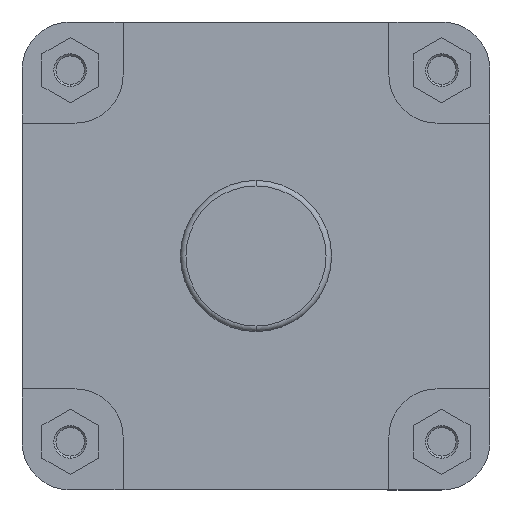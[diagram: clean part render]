
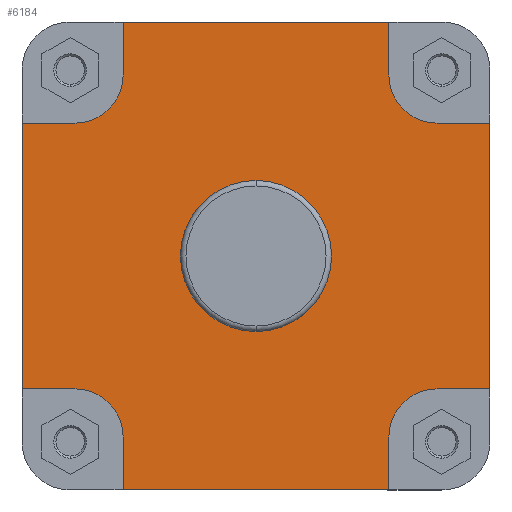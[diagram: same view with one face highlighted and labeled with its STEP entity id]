
A CAD part, left-side view. The second image highlights one B-rep face of the part: STEP entity #6184.
In plain terms, the highlighted planar face has unit normal (-1, 0, 0).
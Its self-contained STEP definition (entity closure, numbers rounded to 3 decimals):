
#166 = VERTEX_POINT ( 'NONE', #512 ) ;
#168 = VERTEX_POINT ( 'NONE', #514 ) ;
#171 = VERTEX_POINT ( 'NONE', #517 ) ;
#172 = VERTEX_POINT ( 'NONE', #518 ) ;
#173 = VERTEX_POINT ( 'NONE', #519 ) ;
#175 = VERTEX_POINT ( 'NONE', #521 ) ;
#184 = VERTEX_POINT ( 'NONE', #530 ) ;
#194 = VERTEX_POINT ( 'NONE', #540 ) ;
#197 = VERTEX_POINT ( 'NONE', #543 ) ;
#199 = VERTEX_POINT ( 'NONE', #545 ) ;
#200 = VERTEX_POINT ( 'NONE', #546 ) ;
#207 = VERTEX_POINT ( 'NONE', #553 ) ;
#210 = VERTEX_POINT ( 'NONE', #556 ) ;
#212 = VERTEX_POINT ( 'NONE', #558 ) ;
#213 = VERTEX_POINT ( 'NONE', #559 ) ;
#221 = VERTEX_POINT ( 'NONE', #567 ) ;
#475 = VERTEX_POINT ( 'NONE', #821 ) ;
#489 = VERTEX_POINT ( 'NONE', #835 ) ;
#512 = CARTESIAN_POINT ( 'NONE',  ( 82., 96.5, 131.5 ) ) ;
#514 = CARTESIAN_POINT ( 'NONE',  ( 82., 96.5, -131.5 ) ) ;
#517 = CARTESIAN_POINT ( 'NONE',  ( 82., 96.5, -170. ) ) ;
#518 = CARTESIAN_POINT ( 'NONE',  ( 82., -170., 96.5 ) ) ;
#519 = CARTESIAN_POINT ( 'NONE',  ( 82., 96.5, 170. ) ) ;
#521 = CARTESIAN_POINT ( 'NONE',  ( 82., -96.5, 170. ) ) ;
#530 = CARTESIAN_POINT ( 'NONE',  ( 82., 170., -96.5 ) ) ;
#540 = CARTESIAN_POINT ( 'NONE',  ( 82., -96.5, -170. ) ) ;
#543 = CARTESIAN_POINT ( 'NONE',  ( 82., 131.5, 96.5 ) ) ;
#545 = CARTESIAN_POINT ( 'NONE',  ( 82., -131.5, -96.5 ) ) ;
#546 = CARTESIAN_POINT ( 'NONE',  ( 82., -131.5, 96.5 ) ) ;
#553 = CARTESIAN_POINT ( 'NONE',  ( 82., -170., -96.5 ) ) ;
#556 = CARTESIAN_POINT ( 'NONE',  ( 82., 170., 96.5 ) ) ;
#558 = CARTESIAN_POINT ( 'NONE',  ( 82., -96.5, 131.5 ) ) ;
#559 = CARTESIAN_POINT ( 'NONE',  ( 82., -96.5, -131.5 ) ) ;
#567 = CARTESIAN_POINT ( 'NONE',  ( 82., 131.5, -96.5 ) ) ;
#821 = CARTESIAN_POINT ( 'NONE',  ( 82., 0., -54.9 ) ) ;
#835 = CARTESIAN_POINT ( 'NONE',  ( 82., 0., 54.9 ) ) ;
#1410 = EDGE_LOOP ( 'NONE', ( #3652, #3687 ) ) ;
#1432 = EDGE_LOOP ( 'NONE', ( #3699, #3694, #3695, #3693, #3665, #3664, #3663, #3661, #3662, #3660, #3690, #3691, #3704, #3705, #3706, #3657 ) ) ;
#2685 = EDGE_CURVE ( 'NONE', #489, #475, #3832, .T. ) ;
#2937 = EDGE_CURVE ( 'NONE', #171, #168, #4254, .T. ) ;
#2938 = EDGE_CURVE ( 'NONE', #168, #221, #4258, .T. ) ;
#2939 = EDGE_CURVE ( 'NONE', #221, #184, #4250, .T. ) ;
#2940 = EDGE_CURVE ( 'NONE', #184, #210, #4259, .T. ) ;
#2941 = EDGE_CURVE ( 'NONE', #210, #197, #4261, .T. ) ;
#2942 = EDGE_CURVE ( 'NONE', #197, #166, #4265, .T. ) ;
#2943 = EDGE_CURVE ( 'NONE', #166, #173, #4251, .T. ) ;
#2944 = EDGE_CURVE ( 'NONE', #173, #175, #4266, .T. ) ;
#2945 = EDGE_CURVE ( 'NONE', #175, #212, #4268, .T. ) ;
#2946 = EDGE_CURVE ( 'NONE', #212, #200, #4271, .T. ) ;
#2947 = EDGE_CURVE ( 'NONE', #200, #172, #4256, .T. ) ;
#2948 = EDGE_CURVE ( 'NONE', #207, #172, #4272, .T. ) ;
#2949 = EDGE_CURVE ( 'NONE', #213, #194, #4270, .T. ) ;
#2950 = EDGE_CURVE ( 'NONE', #171, #194, #4276, .T. ) ;
#2951 = EDGE_CURVE ( 'NONE', #207, #199, #4278, .T. ) ;
#2952 = EDGE_CURVE ( 'NONE', #199, #213, #4282, .T. ) ;
#2968 = EDGE_CURVE ( 'NONE', #475, #489, #4298, .T. ) ;
#3093 = AXIS2_PLACEMENT_3D ( 'NONE', #4954, #4955, #4956 ) ;
#3173 = AXIS2_PLACEMENT_3D ( 'NONE', #5529, #5542, #5543 ) ;
#3175 = AXIS2_PLACEMENT_3D ( 'NONE', #5534, #5551, #5552 ) ;
#3176 = AXIS2_PLACEMENT_3D ( 'NONE', #5541, #5559, #5560 ) ;
#3177 = AXIS2_PLACEMENT_3D ( 'NONE', #5566, #5573, #5574 ) ;
#3188 = AXIS2_PLACEMENT_3D ( 'NONE', #5610, #5617, #5618 ) ;
#3412 = AXIS2_PLACEMENT_3D ( 'NONE', #6654, #6666, #6667 ) ;
#3652 = ORIENTED_EDGE ( 'NONE', *, *, #2685, .F. ) ;
#3657 = ORIENTED_EDGE ( 'NONE', *, *, #2937, .F. ) ;
#3660 = ORIENTED_EDGE ( 'NONE', *, *, #2943, .F. ) ;
#3661 = ORIENTED_EDGE ( 'NONE', *, *, #2945, .F. ) ;
#3662 = ORIENTED_EDGE ( 'NONE', *, *, #2944, .F. ) ;
#3663 = ORIENTED_EDGE ( 'NONE', *, *, #2946, .F. ) ;
#3664 = ORIENTED_EDGE ( 'NONE', *, *, #2947, .F. ) ;
#3665 = ORIENTED_EDGE ( 'NONE', *, *, #2948, .T. ) ;
#3687 = ORIENTED_EDGE ( 'NONE', *, *, #2968, .F. ) ;
#3690 = ORIENTED_EDGE ( 'NONE', *, *, #2942, .F. ) ;
#3691 = ORIENTED_EDGE ( 'NONE', *, *, #2941, .F. ) ;
#3693 = ORIENTED_EDGE ( 'NONE', *, *, #2951, .F. ) ;
#3694 = ORIENTED_EDGE ( 'NONE', *, *, #2949, .F. ) ;
#3695 = ORIENTED_EDGE ( 'NONE', *, *, #2952, .F. ) ;
#3699 = ORIENTED_EDGE ( 'NONE', *, *, #2950, .T. ) ;
#3704 = ORIENTED_EDGE ( 'NONE', *, *, #2940, .F. ) ;
#3705 = ORIENTED_EDGE ( 'NONE', *, *, #2939, .F. ) ;
#3706 = ORIENTED_EDGE ( 'NONE', *, *, #2938, .F. ) ;
#3832 = CIRCLE ( 'NONE', #3093, 54.9 ) ;
#4250 = LINE ( 'NONE', #5544, #4252 ) ;
#4251 = LINE ( 'NONE', #5553, #4257 ) ;
#4252 = VECTOR ( 'NONE', #5545, 1000. ) ;
#4254 = LINE ( 'NONE', #5539, #4255 ) ;
#4255 = VECTOR ( 'NONE', #5540, 1000. ) ;
#4256 = LINE ( 'NONE', #5561, #4264 ) ;
#4257 = VECTOR ( 'NONE', #5554, 1000. ) ;
#4258 = CIRCLE ( 'NONE', #3173, 35. ) ;
#4259 = LINE ( 'NONE', #5546, #4260 ) ;
#4260 = VECTOR ( 'NONE', #5547, 1000. ) ;
#4261 = LINE ( 'NONE', #5548, #4262 ) ;
#4262 = VECTOR ( 'NONE', #5549, 1000. ) ;
#4264 = VECTOR ( 'NONE', #5562, 1000. ) ;
#4265 = CIRCLE ( 'NONE', #3175, 35. ) ;
#4266 = LINE ( 'NONE', #5555, #4267 ) ;
#4267 = VECTOR ( 'NONE', #5556, 1000. ) ;
#4268 = LINE ( 'NONE', #5557, #4269 ) ;
#4269 = VECTOR ( 'NONE', #5558, 1000. ) ;
#4270 = LINE ( 'NONE', #5550, #4274 ) ;
#4271 = CIRCLE ( 'NONE', #3176, 35. ) ;
#4272 = LINE ( 'NONE', #5564, #4273 ) ;
#4273 = VECTOR ( 'NONE', #5565, 1000. ) ;
#4274 = VECTOR ( 'NONE', #5567, 1000. ) ;
#4276 = LINE ( 'NONE', #5568, #4277 ) ;
#4277 = VECTOR ( 'NONE', #5569, 1000. ) ;
#4278 = LINE ( 'NONE', #5570, #4279 ) ;
#4279 = VECTOR ( 'NONE', #5571, 1000. ) ;
#4282 = CIRCLE ( 'NONE', #3177, 35. ) ;
#4298 = CIRCLE ( 'NONE', #3188, 54.9 ) ;
#4731 = FACE_OUTER_BOUND ( 'NONE', #1432, .T. ) ;
#4738 = FACE_BOUND ( 'NONE', #1410, .T. ) ;
#4954 = CARTESIAN_POINT ( 'NONE',  ( 82., 0., 0. ) ) ;
#4955 = DIRECTION ( 'NONE',  ( -1., 0., 0. ) ) ;
#4956 = DIRECTION ( 'NONE',  ( 0., 0., 1. ) ) ;
#5529 = CARTESIAN_POINT ( 'NONE',  ( 82., 131.5, -131.5 ) ) ;
#5534 = CARTESIAN_POINT ( 'NONE',  ( 82., 131.5, 131.5 ) ) ;
#5539 = CARTESIAN_POINT ( 'NONE',  ( 82., 96.5, -170. ) ) ;
#5540 = DIRECTION ( 'NONE',  ( 0., 0., 1. ) ) ;
#5541 = CARTESIAN_POINT ( 'NONE',  ( 82., -131.5, 131.5 ) ) ;
#5542 = DIRECTION ( 'NONE',  ( -1., 0., 0. ) ) ;
#5543 = DIRECTION ( 'NONE',  ( 0., 0., -1. ) ) ;
#5544 = CARTESIAN_POINT ( 'NONE',  ( 82., 131.5, -96.5 ) ) ;
#5545 = DIRECTION ( 'NONE',  ( 0., 1., 0. ) ) ;
#5546 = CARTESIAN_POINT ( 'NONE',  ( 82., 170., 0. ) ) ;
#5547 = DIRECTION ( 'NONE',  ( 0., 0., 1. ) ) ;
#5548 = CARTESIAN_POINT ( 'NONE',  ( 82., 170., 96.5 ) ) ;
#5549 = DIRECTION ( 'NONE',  ( 0., -1., 0. ) ) ;
#5550 = CARTESIAN_POINT ( 'NONE',  ( 82., -96.5, -131.5 ) ) ;
#5551 = DIRECTION ( 'NONE',  ( -1., 0., 0. ) ) ;
#5552 = DIRECTION ( 'NONE',  ( 0., 0., -1. ) ) ;
#5553 = CARTESIAN_POINT ( 'NONE',  ( 82., 96.5, 131.5 ) ) ;
#5554 = DIRECTION ( 'NONE',  ( 0., 0., 1. ) ) ;
#5555 = CARTESIAN_POINT ( 'NONE',  ( 82., -374.141, 170. ) ) ;
#5556 = DIRECTION ( 'NONE',  ( 0., -1., 0. ) ) ;
#5557 = CARTESIAN_POINT ( 'NONE',  ( 82., -96.5, 170. ) ) ;
#5558 = DIRECTION ( 'NONE',  ( 0., 0., -1. ) ) ;
#5559 = DIRECTION ( 'NONE',  ( -1., 0., 0. ) ) ;
#5560 = DIRECTION ( 'NONE',  ( 0., 0., -1. ) ) ;
#5561 = CARTESIAN_POINT ( 'NONE',  ( 82., -131.5, 96.5 ) ) ;
#5562 = DIRECTION ( 'NONE',  ( 0., -1., 0. ) ) ;
#5564 = CARTESIAN_POINT ( 'NONE',  ( 82., -170., 0. ) ) ;
#5565 = DIRECTION ( 'NONE',  ( 0., 0., 1. ) ) ;
#5566 = CARTESIAN_POINT ( 'NONE',  ( 82., -131.5, -131.5 ) ) ;
#5567 = DIRECTION ( 'NONE',  ( 0., 0., -1. ) ) ;
#5568 = CARTESIAN_POINT ( 'NONE',  ( 82., -374.141, -170. ) ) ;
#5569 = DIRECTION ( 'NONE',  ( 0., -1., 0. ) ) ;
#5570 = CARTESIAN_POINT ( 'NONE',  ( 82., -170., -96.5 ) ) ;
#5571 = DIRECTION ( 'NONE',  ( 0., 1., 0. ) ) ;
#5573 = DIRECTION ( 'NONE',  ( -1., 0., 0. ) ) ;
#5574 = DIRECTION ( 'NONE',  ( 0., 0., -1. ) ) ;
#5610 = CARTESIAN_POINT ( 'NONE',  ( 82., 0., 0. ) ) ;
#5617 = DIRECTION ( 'NONE',  ( -1., 0., 0. ) ) ;
#5618 = DIRECTION ( 'NONE',  ( 0., 0., 1. ) ) ;
#6184 = ADVANCED_FACE ( 'NONE', ( #4738, #4731 ), #6665, .F. ) ;
#6654 = CARTESIAN_POINT ( 'NONE',  ( 82., 54.9, 0. ) ) ;
#6665 = PLANE ( 'NONE',  #3412 ) ;
#6666 = DIRECTION ( 'NONE',  ( 1., 0., 0. ) ) ;
#6667 = DIRECTION ( 'NONE',  ( 0., 0., -1. ) ) ;
